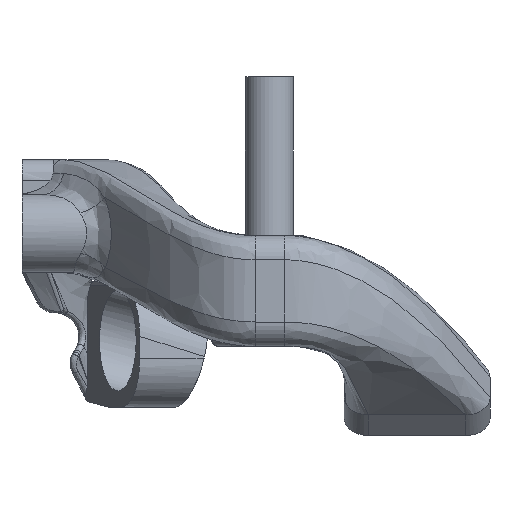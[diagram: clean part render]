
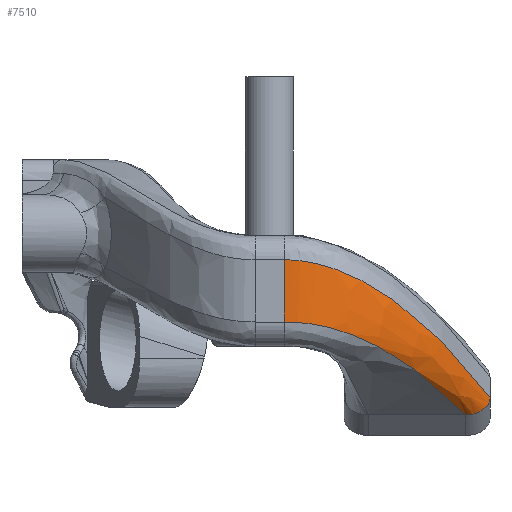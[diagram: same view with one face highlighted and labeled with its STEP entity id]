
A CAD part, left-side view. The second image highlights one B-rep face of the part: STEP entity #7510.
In plain terms, the highlighted free-form (B-spline) face has degree [3, 3] with [7, 4] control points.
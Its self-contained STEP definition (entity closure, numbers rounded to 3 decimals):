
#155=B_SPLINE_SURFACE_WITH_KNOTS('',3,3,((#17450,#17451,#17452,#17453),
(#17454,#17455,#17456,#17457),(#17458,#17459,#17460,#17461),(#17462,#17463,
#17464,#17465),(#17466,#17467,#17468,#17469),(#17470,#17471,#17472,#17473),
(#17474,#17475,#17476,#17477)),.UNSPECIFIED.,.F.,.F.,.F.,(4,1,1,1,4),(4,
4),(0.,0.286,0.571,0.786,1.),(0.,1.),
 .UNSPECIFIED.);
#665=B_SPLINE_CURVE_WITH_KNOTS('',3,(#17446,#17447,#17448,#17449),
 .UNSPECIFIED.,.F.,.F.,(4,4),(0.,1.),.UNSPECIFIED.);
#666=B_SPLINE_CURVE_WITH_KNOTS('',3,(#17480,#17481,#17482,#17483),
 .UNSPECIFIED.,.F.,.F.,(4,4),(0.,1.),.UNSPECIFIED.);
#1240=FACE_OUTER_BOUND('',#1685,.T.);
#1685=EDGE_LOOP('',(#6278,#6279,#6280,#6281,#6282));
#2108=LINE('',#17479,#2527);
#2527=VECTOR('',#9070,10.);
#2817=CIRCLE('',#7971,2.5);
#2818=CIRCLE('',#7972,2.5);
#3398=VERTEX_POINT('',#17143);
#3399=VERTEX_POINT('',#17147);
#3400=VERTEX_POINT('',#17148);
#3434=VERTEX_POINT('',#17444);
#3435=VERTEX_POINT('',#17478);
#4389=EDGE_CURVE('',#3399,#3400,#2817,.T.);
#4391=EDGE_CURVE('',#3400,#3398,#2818,.T.);
#4453=EDGE_CURVE('',#3398,#3434,#665,.T.);
#4454=EDGE_CURVE('',#3435,#3434,#2108,.T.);
#4455=EDGE_CURVE('',#3399,#3435,#666,.T.);
#6278=ORIENTED_EDGE('',*,*,#4391,.T.);
#6279=ORIENTED_EDGE('',*,*,#4453,.T.);
#6280=ORIENTED_EDGE('',*,*,#4454,.F.);
#6281=ORIENTED_EDGE('',*,*,#4455,.F.);
#6282=ORIENTED_EDGE('',*,*,#4389,.T.);
#7510=ADVANCED_FACE('',(#1240),#155,.F.);
#7971=AXIS2_PLACEMENT_3D('',#17149,#8939,#8940);
#7972=AXIS2_PLACEMENT_3D('',#17151,#8942,#8943);
#8939=DIRECTION('center_axis',(-0.707,0.,0.707));
#8940=DIRECTION('ref_axis',(-0.5,-0.707,-0.5));
#8942=DIRECTION('center_axis',(-0.707,0.,0.707));
#8943=DIRECTION('ref_axis',(-0.5,-0.707,-0.5));
#9070=DIRECTION('',(0.,0.,1.));
#17143=CARTESIAN_POINT('',(-28.564,17.6,-3.281));
#17147=CARTESIAN_POINT('',(-30.331,20.1,-5.049));
#17148=CARTESIAN_POINT('',(-30.254,19.366,-4.971));
#17149=CARTESIAN_POINT('Origin',(-28.564,20.1,-3.281));
#17151=CARTESIAN_POINT('Origin',(-28.564,20.1,-3.281));
#17444=CARTESIAN_POINT('',(-44.666,38.75,10.9));
#17446=CARTESIAN_POINT('Ctrl Pts',(-28.564,17.6,-3.281));
#17447=CARTESIAN_POINT('Ctrl Pts',(-39.298,24.65,6.173));
#17448=CARTESIAN_POINT('Ctrl Pts',(-44.666,32.33,10.9));
#17449=CARTESIAN_POINT('Ctrl Pts',(-44.666,38.75,10.9));
#17450=CARTESIAN_POINT('Ctrl Pts',(-28.564,17.6,-3.281));
#17451=CARTESIAN_POINT('Ctrl Pts',(-39.298,24.65,6.173));
#17452=CARTESIAN_POINT('Ctrl Pts',(-44.666,32.33,10.9));
#17453=CARTESIAN_POINT('Ctrl Pts',(-44.666,38.75,10.9));
#17454=CARTESIAN_POINT('Ctrl Pts',(-28.766,17.6,-3.483));
#17455=CARTESIAN_POINT('Ctrl Pts',(-39.411,24.65,5.834));
#17456=CARTESIAN_POINT('Ctrl Pts',(-44.666,32.33,10.526));
#17457=CARTESIAN_POINT('Ctrl Pts',(-44.666,38.75,10.526));
#17458=CARTESIAN_POINT('Ctrl Pts',(-29.246,17.702,-3.963));
#17459=CARTESIAN_POINT('Ctrl Pts',(-39.661,24.702,4.868));
#17460=CARTESIAN_POINT('Ctrl Pts',(-44.666,32.33,9.375));
#17461=CARTESIAN_POINT('Ctrl Pts',(-44.666,38.75,9.375));
#17462=CARTESIAN_POINT('Ctrl Pts',(-29.893,18.336,-4.61));
#17463=CARTESIAN_POINT('Ctrl Pts',(-39.94,25.141,3.259));
#17464=CARTESIAN_POINT('Ctrl Pts',(-44.666,32.33,7.315));
#17465=CARTESIAN_POINT('Ctrl Pts',(-44.666,38.75,7.315));
#17466=CARTESIAN_POINT('Ctrl Pts',(-30.263,19.229,-4.98));
#17467=CARTESIAN_POINT('Ctrl Pts',(-40.007,25.764,2.009));
#17468=CARTESIAN_POINT('Ctrl Pts',(-44.666,32.33,5.569));
#17469=CARTESIAN_POINT('Ctrl Pts',(-44.666,38.75,5.569));
#17470=CARTESIAN_POINT('Ctrl Pts',(-30.331,19.819,-5.049));
#17471=CARTESIAN_POINT('Ctrl Pts',(-39.938,26.149,1.496));
#17472=CARTESIAN_POINT('Ctrl Pts',(-44.666,32.33,4.781));
#17473=CARTESIAN_POINT('Ctrl Pts',(-44.666,38.75,4.781));
#17474=CARTESIAN_POINT('Ctrl Pts',(-30.331,20.1,-5.049));
#17475=CARTESIAN_POINT('Ctrl Pts',(-39.888,26.316,1.318));
#17476=CARTESIAN_POINT('Ctrl Pts',(-44.666,32.33,4.501));
#17477=CARTESIAN_POINT('Ctrl Pts',(-44.666,38.75,4.501));
#17478=CARTESIAN_POINT('',(-44.666,38.75,4.501));
#17479=CARTESIAN_POINT('',(-44.666,38.75,13.4));
#17480=CARTESIAN_POINT('Ctrl Pts',(-30.331,20.1,-5.049));
#17481=CARTESIAN_POINT('Ctrl Pts',(-39.888,26.316,1.318));
#17482=CARTESIAN_POINT('Ctrl Pts',(-44.666,32.33,4.501));
#17483=CARTESIAN_POINT('Ctrl Pts',(-44.666,38.75,4.501));
